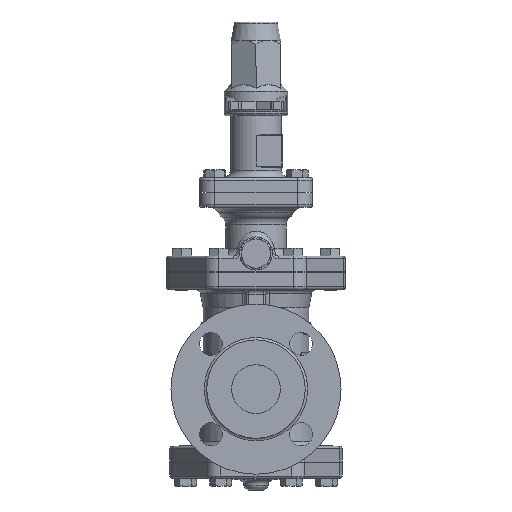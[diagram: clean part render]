
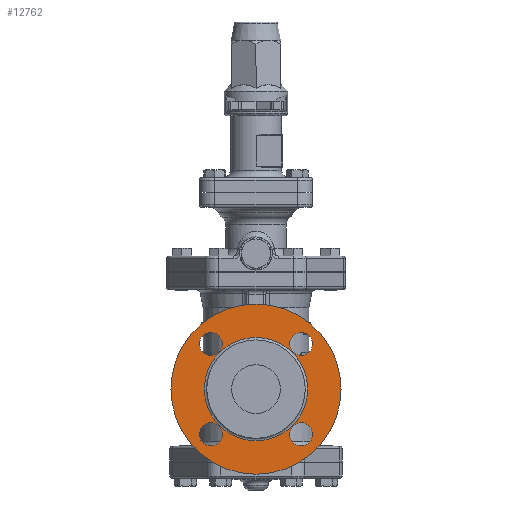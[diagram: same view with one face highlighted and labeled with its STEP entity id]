
A CAD part, left-side view. The second image highlights one B-rep face of the part: STEP entity #12762.
In plain terms, the highlighted planar face has unit normal (-1, 0, 0).
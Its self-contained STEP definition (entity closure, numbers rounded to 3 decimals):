
#2197=FACE_BOUND('',#4296,.T.);
#2198=FACE_BOUND('',#4297,.T.);
#2199=FACE_BOUND('',#4298,.T.);
#2200=FACE_BOUND('',#4299,.T.);
#2201=FACE_BOUND('',#4300,.T.);
#2518=PLANE('',#14128);
#3303=FACE_OUTER_BOUND('',#4295,.T.);
#4295=EDGE_LOOP('',(#11762));
#4296=EDGE_LOOP('',(#11763));
#4297=EDGE_LOOP('',(#11764));
#4298=EDGE_LOOP('',(#11765));
#4299=EDGE_LOOP('',(#11766));
#4300=EDGE_LOOP('',(#11767));
#5241=CIRCLE('',#14124,70.);
#5243=CIRCLE('',#14127,42.5);
#5244=CIRCLE('',#14129,9.5);
#5245=CIRCLE('',#14130,9.5);
#5246=CIRCLE('',#14131,9.5);
#5247=CIRCLE('',#14132,9.5);
#6409=VERTEX_POINT('',#35305);
#6411=VERTEX_POINT('',#35310);
#6412=VERTEX_POINT('',#35313);
#6413=VERTEX_POINT('',#35315);
#6414=VERTEX_POINT('',#35317);
#6415=VERTEX_POINT('',#35319);
#8212=EDGE_CURVE('',#6409,#6409,#5241,.T.);
#8214=EDGE_CURVE('',#6411,#6411,#5243,.T.);
#8215=EDGE_CURVE('',#6412,#6412,#5244,.T.);
#8216=EDGE_CURVE('',#6413,#6413,#5245,.T.);
#8217=EDGE_CURVE('',#6414,#6414,#5246,.T.);
#8218=EDGE_CURVE('',#6415,#6415,#5247,.T.);
#11762=ORIENTED_EDGE('',*,*,#8212,.F.);
#11763=ORIENTED_EDGE('',*,*,#8215,.F.);
#11764=ORIENTED_EDGE('',*,*,#8216,.F.);
#11765=ORIENTED_EDGE('',*,*,#8217,.F.);
#11766=ORIENTED_EDGE('',*,*,#8218,.F.);
#11767=ORIENTED_EDGE('',*,*,#8214,.F.);
#12762=ADVANCED_FACE('',(#3303,#2197,#2198,#2199,#2200,#2201),#2518,.T.);
#14124=AXIS2_PLACEMENT_3D('',#35306,#17486,#17487);
#14127=AXIS2_PLACEMENT_3D('',#35311,#17492,#17493);
#14128=AXIS2_PLACEMENT_3D('',#35312,#17494,#17495);
#14129=AXIS2_PLACEMENT_3D('',#35314,#17496,#17497);
#14130=AXIS2_PLACEMENT_3D('',#35316,#17498,#17499);
#14131=AXIS2_PLACEMENT_3D('',#35318,#17500,#17501);
#14132=AXIS2_PLACEMENT_3D('',#35320,#17502,#17503);
#17486=DIRECTION('center_axis',(1.,0.,0.));
#17487=DIRECTION('ref_axis',(0.,0.,1.));
#17492=DIRECTION('center_axis',(-1.,0.,0.));
#17493=DIRECTION('ref_axis',(0.,0.,1.));
#17494=DIRECTION('center_axis',(-1.,0.,0.));
#17495=DIRECTION('ref_axis',(0.,0.,1.));
#17496=DIRECTION('center_axis',(-1.,0.,0.));
#17497=DIRECTION('ref_axis',(0.,1.,0.));
#17498=DIRECTION('center_axis',(-1.,0.,0.));
#17499=DIRECTION('ref_axis',(0.,0.,
1.));
#17500=DIRECTION('center_axis',(-1.,0.,0.));
#17501=DIRECTION('ref_axis',(0.,-1.,0.));
#17502=DIRECTION('center_axis',(-1.,0.,0.));
#17503=DIRECTION('ref_axis',(0.,0.,-1.));
#35305=CARTESIAN_POINT('',(-108.,0.,-10.));
#35306=CARTESIAN_POINT('Origin',(-108.,0.,60.));
#35310=CARTESIAN_POINT('',(-108.,0.,17.5));
#35311=CARTESIAN_POINT('Origin',(-108.,0.,60.));
#35312=CARTESIAN_POINT('Origin',(-108.,0.,60.));
#35313=CARTESIAN_POINT('',(-108.,-37.123,87.623));
#35314=CARTESIAN_POINT('Origin',(-108.,-37.123,97.123));
#35315=CARTESIAN_POINT('',(-108.,-37.123,13.377));
#35316=CARTESIAN_POINT('Origin',(-108.,-37.123,22.877));
#35317=CARTESIAN_POINT('',(-108.,37.123,13.377));
#35318=CARTESIAN_POINT('Origin',(-108.,37.123,22.877));
#35319=CARTESIAN_POINT('',(-108.,37.123,87.623));
#35320=CARTESIAN_POINT('Origin',(-108.,37.123,97.123));
